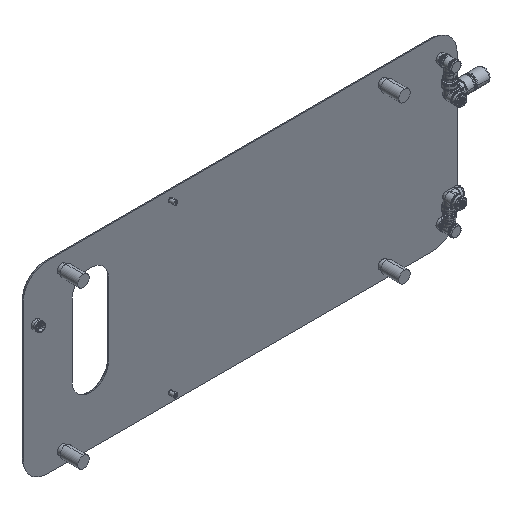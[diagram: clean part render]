
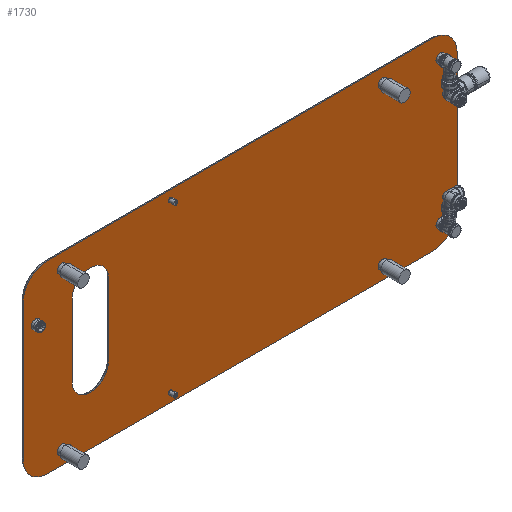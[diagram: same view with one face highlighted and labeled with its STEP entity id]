
A CAD part, isometric view. The second image highlights one B-rep face of the part: STEP entity #1730.
In plain terms, the highlighted planar face has unit normal (0, -1, 0).
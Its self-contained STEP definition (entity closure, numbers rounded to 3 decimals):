
#305=DIRECTION('',(0.,0.,1.));
#306=VECTOR('',#305,200.);
#307=CARTESIAN_POINT('',(-471.261,-7.5,-70.));
#308=LINE('',#307,#306);
#356=CARTESIAN_POINT('',(-420.,-7.5,130.));
#357=DIRECTION('',(0.,1.,0.));
#358=DIRECTION('',(-1.,0.,0.));
#359=AXIS2_PLACEMENT_3D('',#356,#357,#358);
#364=CARTESIAN_POINT('',(-420.,-7.5,-70.));
#365=DIRECTION('',(0.,-1.,0.));
#366=DIRECTION('',(-1.,0.,0.));
#367=AXIS2_PLACEMENT_3D('',#364,#365,#366);
#372=DIRECTION('',(0.,0.,1.));
#373=VECTOR('',#372,200.);
#374=CARTESIAN_POINT('',(-368.739,-7.5,-70.));
#375=LINE('',#374,#373);
#379=CARTESIAN_POINT('',(540.,-7.5,190.));
#380=DIRECTION('',(0.,1.,0.));
#381=DIRECTION('',(0.,0.,1.));
#382=AXIS2_PLACEMENT_3D('',#379,#380,#381);
#387=CARTESIAN_POINT('',(540.,-7.5,-190.));
#388=DIRECTION('',(0.,1.,0.));
#389=DIRECTION('',(1.,0.,0.));
#390=AXIS2_PLACEMENT_3D('',#387,#388,#389);
#395=DIRECTION('',(-1.,0.,0.));
#396=VECTOR('',#395,1080.);
#397=CARTESIAN_POINT('',(540.,-7.5,-258.739));
#398=LINE('',#397,#396);
#402=CARTESIAN_POINT('',(-540.,-7.5,-190.));
#403=DIRECTION('',(0.,1.,0.));
#404=DIRECTION('',(0.,0.,-1.));
#405=AXIS2_PLACEMENT_3D('',#402,#403,#404);
#410=CARTESIAN_POINT('',(-540.,-7.5,190.));
#411=DIRECTION('',(0.,1.,0.));
#412=DIRECTION('',(-1.,0.,0.));
#413=AXIS2_PLACEMENT_3D('',#410,#411,#412);
#418=CARTESIAN_POINT('',(-500.,-7.5,-220.));
#419=DIRECTION('',(0.,-1.,0.));
#420=DIRECTION('',(0.,0.,1.));
#421=AXIS2_PLACEMENT_3D('',#418,#419,#420);
#426=CARTESIAN_POINT('',(-500.,-7.5,-220.));
#427=DIRECTION('',(0.,-1.,0.));
#428=DIRECTION('',(0.,0.,-1.));
#429=AXIS2_PLACEMENT_3D('',#426,#427,#428);
#434=CARTESIAN_POINT('',(-500.,-7.5,220.));
#435=DIRECTION('',(0.,-1.,0.));
#436=DIRECTION('',(0.,0.,1.));
#437=AXIS2_PLACEMENT_3D('',#434,#435,#436);
#442=CARTESIAN_POINT('',(-500.,-7.5,220.));
#443=DIRECTION('',(0.,-1.,0.));
#444=DIRECTION('',(0.,0.,-1.));
#445=AXIS2_PLACEMENT_3D('',#442,#443,#444);
#450=CARTESIAN_POINT('',(-573.,-7.5,121.));
#451=DIRECTION('',(0.,-1.,0.));
#452=DIRECTION('',(0.,0.,1.));
#453=AXIS2_PLACEMENT_3D('',#450,#451,#452);
#458=CARTESIAN_POINT('',(-573.,-7.5,121.));
#459=DIRECTION('',(0.,-1.,0.));
#460=DIRECTION('',(0.,0.,-1.));
#461=AXIS2_PLACEMENT_3D('',#458,#459,#460);
#466=CARTESIAN_POINT('',(400.,-7.5,-220.));
#467=DIRECTION('',(0.,-1.,0.));
#468=DIRECTION('',(0.,0.,1.));
#469=AXIS2_PLACEMENT_3D('',#466,#467,#468);
#474=CARTESIAN_POINT('',(400.,-7.5,-220.));
#475=DIRECTION('',(0.,-1.,0.));
#476=DIRECTION('',(0.,0.,-1.));
#477=AXIS2_PLACEMENT_3D('',#474,#475,#476);
#482=CARTESIAN_POINT('',(400.,-7.5,220.));
#483=DIRECTION('',(0.,-1.,0.));
#484=DIRECTION('',(0.,0.,1.));
#485=AXIS2_PLACEMENT_3D('',#482,#483,#484);
#490=CARTESIAN_POINT('',(400.,-7.5,220.));
#491=DIRECTION('',(0.,-1.,0.));
#492=DIRECTION('',(0.,0.,-1.));
#493=AXIS2_PLACEMENT_3D('',#490,#491,#492);
#498=CARTESIAN_POINT('',(562.,-7.5,-200.));
#499=DIRECTION('',(0.,-1.,0.));
#500=DIRECTION('',(0.,0.,1.));
#501=AXIS2_PLACEMENT_3D('',#498,#499,#500);
#506=CARTESIAN_POINT('',(562.,-7.5,-200.));
#507=DIRECTION('',(0.,-1.,0.));
#508=DIRECTION('',(0.,0.,-1.));
#509=AXIS2_PLACEMENT_3D('',#506,#507,#508);
#514=CARTESIAN_POINT('',(562.,-7.5,200.));
#515=DIRECTION('',(0.,-1.,0.));
#516=DIRECTION('',(0.,0.,1.));
#517=AXIS2_PLACEMENT_3D('',#514,#515,#516);
#522=CARTESIAN_POINT('',(562.,-7.5,200.));
#523=DIRECTION('',(0.,-1.,0.));
#524=DIRECTION('',(0.,0.,-1.));
#525=AXIS2_PLACEMENT_3D('',#522,#523,#524);
#530=CARTESIAN_POINT('',(-195.,-7.5,-234.));
#531=DIRECTION('',(0.,-1.,0.));
#532=DIRECTION('',(0.,0.,1.));
#533=AXIS2_PLACEMENT_3D('',#530,#531,#532);
#538=CARTESIAN_POINT('',(-195.,-7.5,-234.));
#539=DIRECTION('',(0.,-1.,0.));
#540=DIRECTION('',(0.,0.,-1.));
#541=AXIS2_PLACEMENT_3D('',#538,#539,#540);
#562=CARTESIAN_POINT('',(-195.,-7.5,234.));
#563=DIRECTION('',(0.,-1.,0.));
#564=DIRECTION('',(0.,0.,1.));
#565=AXIS2_PLACEMENT_3D('',#562,#563,#564);
#570=CARTESIAN_POINT('',(-195.,-7.5,234.));
#571=DIRECTION('',(0.,-1.,0.));
#572=DIRECTION('',(0.,0.,-1.));
#573=AXIS2_PLACEMENT_3D('',#570,#571,#572);
#608=DIRECTION('',(-1.,0.,0.));
#609=VECTOR('',#608,1080.);
#610=CARTESIAN_POINT('',(540.,-7.5,258.739));
#611=LINE('',#610,#609);
#708=DIRECTION('',(0.,0.,-1.));
#709=VECTOR('',#708,380.);
#710=CARTESIAN_POINT('',(-608.739,-7.5,190.));
#711=LINE('',#710,#709);
#773=DIRECTION('',(0.,0.,1.));
#774=VECTOR('',#773,380.);
#775=CARTESIAN_POINT('',(608.739,-7.5,-190.));
#776=LINE('',#775,#774);
#1309=CARTESIAN_POINT('',(540.,-7.5,258.739));
#1310=CARTESIAN_POINT('',(608.739,-7.5,190.));
#1311=VERTEX_POINT('',#1309);
#1312=VERTEX_POINT('',#1310);
#1313=CARTESIAN_POINT('',(608.739,-7.5,-190.));
#1314=VERTEX_POINT('',#1313);
#1315=CARTESIAN_POINT('',(540.,-7.5,-258.739));
#1316=VERTEX_POINT('',#1315);
#1317=CARTESIAN_POINT('',(-540.,-7.5,-258.739));
#1318=VERTEX_POINT('',#1317);
#1319=CARTESIAN_POINT('',(-608.739,-7.5,-190.));
#1320=VERTEX_POINT('',#1319);
#1321=CARTESIAN_POINT('',(-608.739,-7.5,190.));
#1322=VERTEX_POINT('',#1321);
#1323=CARTESIAN_POINT('',(-540.,-7.5,258.739));
#1324=VERTEX_POINT('',#1323);
#1325=CARTESIAN_POINT('',(-368.739,-7.5,-70.));
#1326=CARTESIAN_POINT('',(-368.739,-7.5,130.));
#1327=VERTEX_POINT('',#1325);
#1328=VERTEX_POINT('',#1326);
#1329=CARTESIAN_POINT('',(-471.261,-7.5,130.));
#1330=VERTEX_POINT('',#1329);
#1331=CARTESIAN_POINT('',(-471.261,-7.5,-70.));
#1332=VERTEX_POINT('',#1331);
#1393=CARTESIAN_POINT('',(-500.,-7.5,-207.5));
#1394=CARTESIAN_POINT('',(-500.,-7.5,-232.5));
#1395=VERTEX_POINT('',#1393);
#1396=VERTEX_POINT('',#1394);
#1397=CARTESIAN_POINT('',(-500.,-7.5,232.5));
#1398=CARTESIAN_POINT('',(-500.,-7.5,207.5));
#1399=VERTEX_POINT('',#1397);
#1400=VERTEX_POINT('',#1398);
#1401=CARTESIAN_POINT('',(-573.,-7.5,133.5));
#1402=CARTESIAN_POINT('',(-573.,-7.5,108.5));
#1403=VERTEX_POINT('',#1401);
#1404=VERTEX_POINT('',#1402);
#1405=CARTESIAN_POINT('',(400.,-7.5,-207.5));
#1406=CARTESIAN_POINT('',(400.,-7.5,-232.5));
#1407=VERTEX_POINT('',#1405);
#1408=VERTEX_POINT('',#1406);
#1409=CARTESIAN_POINT('',(400.,-7.5,232.5));
#1410=CARTESIAN_POINT('',(400.,-7.5,207.5));
#1411=VERTEX_POINT('',#1409);
#1412=VERTEX_POINT('',#1410);
#1413=CARTESIAN_POINT('',(562.,-7.5,-187.5));
#1414=CARTESIAN_POINT('',(562.,-7.5,-212.5));
#1415=VERTEX_POINT('',#1413);
#1416=VERTEX_POINT('',#1414);
#1417=CARTESIAN_POINT('',(562.,-7.5,212.5));
#1418=CARTESIAN_POINT('',(562.,-7.5,187.5));
#1419=VERTEX_POINT('',#1417);
#1420=VERTEX_POINT('',#1418);
#1437=CARTESIAN_POINT('',(-195.,-7.5,-228.25));
#1438=CARTESIAN_POINT('',(-195.,-7.5,-239.75));
#1439=VERTEX_POINT('',#1437);
#1440=VERTEX_POINT('',#1438);
#1445=CARTESIAN_POINT('',(-195.,-7.5,239.75));
#1446=CARTESIAN_POINT('',(-195.,-7.5,228.25));
#1447=VERTEX_POINT('',#1445);
#1448=VERTEX_POINT('',#1446);
#1647=CARTESIAN_POINT('',(0.,-7.5,0.));
#1648=DIRECTION('',(0.,1.,0.));
#1649=DIRECTION('',(0.,0.,-1.));
#1650=AXIS2_PLACEMENT_3D('',#1647,#1648,#1649);
#1651=PLANE('',#1650);
#1653=ORIENTED_EDGE('',*,*,#1652,.F.);
#1655=ORIENTED_EDGE('',*,*,#1654,.T.);
#1657=ORIENTED_EDGE('',*,*,#1656,.F.);
#1659=ORIENTED_EDGE('',*,*,#1658,.T.);
#1661=ORIENTED_EDGE('',*,*,#1660,.T.);
#1663=ORIENTED_EDGE('',*,*,#1662,.T.);
#1665=ORIENTED_EDGE('',*,*,#1664,.F.);
#1667=ORIENTED_EDGE('',*,*,#1666,.T.);
#1668=EDGE_LOOP('',(#1653,#1655,#1657,#1659,#1661,#1663,#1665,#1667));
#1669=FACE_OUTER_BOUND('',#1668,.F.);
#1670=ORIENTED_EDGE('',*,*,#1599,.F.);
#1671=ORIENTED_EDGE('',*,*,#1614,.T.);
#1672=ORIENTED_EDGE('',*,*,#1628,.T.);
#1673=ORIENTED_EDGE('',*,*,#1641,.F.);
#1674=EDGE_LOOP('',(#1670,#1671,#1672,#1673));
#1675=FACE_BOUND('',#1674,.F.);
#1677=ORIENTED_EDGE('',*,*,#1676,.T.);
#1679=ORIENTED_EDGE('',*,*,#1678,.T.);
#1680=EDGE_LOOP('',(#1677,#1679));
#1681=FACE_BOUND('',#1680,.F.);
#1683=ORIENTED_EDGE('',*,*,#1682,.T.);
#1685=ORIENTED_EDGE('',*,*,#1684,.T.);
#1686=EDGE_LOOP('',(#1683,#1685));
#1687=FACE_BOUND('',#1686,.F.);
#1689=ORIENTED_EDGE('',*,*,#1688,.T.);
#1691=ORIENTED_EDGE('',*,*,#1690,.T.);
#1692=EDGE_LOOP('',(#1689,#1691));
#1693=FACE_BOUND('',#1692,.F.);
#1695=ORIENTED_EDGE('',*,*,#1694,.T.);
#1697=ORIENTED_EDGE('',*,*,#1696,.T.);
#1698=EDGE_LOOP('',(#1695,#1697));
#1699=FACE_BOUND('',#1698,.F.);
#1701=ORIENTED_EDGE('',*,*,#1700,.T.);
#1703=ORIENTED_EDGE('',*,*,#1702,.T.);
#1704=EDGE_LOOP('',(#1701,#1703));
#1705=FACE_BOUND('',#1704,.F.);
#1707=ORIENTED_EDGE('',*,*,#1706,.T.);
#1709=ORIENTED_EDGE('',*,*,#1708,.T.);
#1710=EDGE_LOOP('',(#1707,#1709));
#1711=FACE_BOUND('',#1710,.F.);
#1713=ORIENTED_EDGE('',*,*,#1712,.T.);
#1715=ORIENTED_EDGE('',*,*,#1714,.T.);
#1716=EDGE_LOOP('',(#1713,#1715));
#1717=FACE_BOUND('',#1716,.F.);
#1719=ORIENTED_EDGE('',*,*,#1718,.T.);
#1721=ORIENTED_EDGE('',*,*,#1720,.T.);
#1722=EDGE_LOOP('',(#1719,#1721));
#1723=FACE_BOUND('',#1722,.F.);
#1725=ORIENTED_EDGE('',*,*,#1724,.T.);
#1727=ORIENTED_EDGE('',*,*,#1726,.T.);
#1728=EDGE_LOOP('',(#1725,#1727));
#1729=FACE_BOUND('',#1728,.F.);
#360=CIRCLE('',#359,51.261);
#368=CIRCLE('',#367,51.261);
#383=CIRCLE('',#382,68.739);
#391=CIRCLE('',#390,68.739);
#406=CIRCLE('',#405,68.739);
#414=CIRCLE('',#413,68.739);
#422=CIRCLE('',#421,12.5);
#430=CIRCLE('',#429,12.5);
#438=CIRCLE('',#437,12.5);
#446=CIRCLE('',#445,12.5);
#454=CIRCLE('',#453,12.5);
#462=CIRCLE('',#461,12.5);
#470=CIRCLE('',#469,12.5);
#478=CIRCLE('',#477,12.5);
#486=CIRCLE('',#485,12.5);
#494=CIRCLE('',#493,12.5);
#502=CIRCLE('',#501,12.5);
#510=CIRCLE('',#509,12.5);
#518=CIRCLE('',#517,12.5);
#526=CIRCLE('',#525,12.5);
#534=CIRCLE('',#533,5.75);
#542=CIRCLE('',#541,5.75);
#566=CIRCLE('',#565,5.75);
#574=CIRCLE('',#573,5.75);
#1599=EDGE_CURVE('',#1332,#1330,#308,.T.);
#1614=EDGE_CURVE('',#1332,#1327,#368,.T.);
#1628=EDGE_CURVE('',#1327,#1328,#375,.T.);
#1641=EDGE_CURVE('',#1330,#1328,#360,.T.);
#1652=EDGE_CURVE('',#1311,#1324,#611,.T.);
#1654=EDGE_CURVE('',#1311,#1312,#383,.T.);
#1656=EDGE_CURVE('',#1314,#1312,#776,.T.);
#1658=EDGE_CURVE('',#1314,#1316,#391,.T.);
#1660=EDGE_CURVE('',#1316,#1318,#398,.T.);
#1662=EDGE_CURVE('',#1318,#1320,#406,.T.);
#1664=EDGE_CURVE('',#1322,#1320,#711,.T.);
#1666=EDGE_CURVE('',#1322,#1324,#414,.T.);
#1676=EDGE_CURVE('',#1395,#1396,#422,.T.);
#1678=EDGE_CURVE('',#1396,#1395,#430,.T.);
#1682=EDGE_CURVE('',#1399,#1400,#438,.T.);
#1684=EDGE_CURVE('',#1400,#1399,#446,.T.);
#1688=EDGE_CURVE('',#1403,#1404,#454,.T.);
#1690=EDGE_CURVE('',#1404,#1403,#462,.T.);
#1694=EDGE_CURVE('',#1407,#1408,#470,.T.);
#1696=EDGE_CURVE('',#1408,#1407,#478,.T.);
#1700=EDGE_CURVE('',#1411,#1412,#486,.T.);
#1702=EDGE_CURVE('',#1412,#1411,#494,.T.);
#1706=EDGE_CURVE('',#1415,#1416,#502,.T.);
#1708=EDGE_CURVE('',#1416,#1415,#510,.T.);
#1712=EDGE_CURVE('',#1419,#1420,#518,.T.);
#1714=EDGE_CURVE('',#1420,#1419,#526,.T.);
#1718=EDGE_CURVE('',#1439,#1440,#534,.T.);
#1720=EDGE_CURVE('',#1440,#1439,#542,.T.);
#1724=EDGE_CURVE('',#1447,#1448,#566,.T.);
#1726=EDGE_CURVE('',#1448,#1447,#574,.T.);
#1730=ADVANCED_FACE('',(#1669,#1675,#1681,#1687,#1693,#1699,#1705,#1711,#1717,
#1723,#1729),#1651,.F.);
